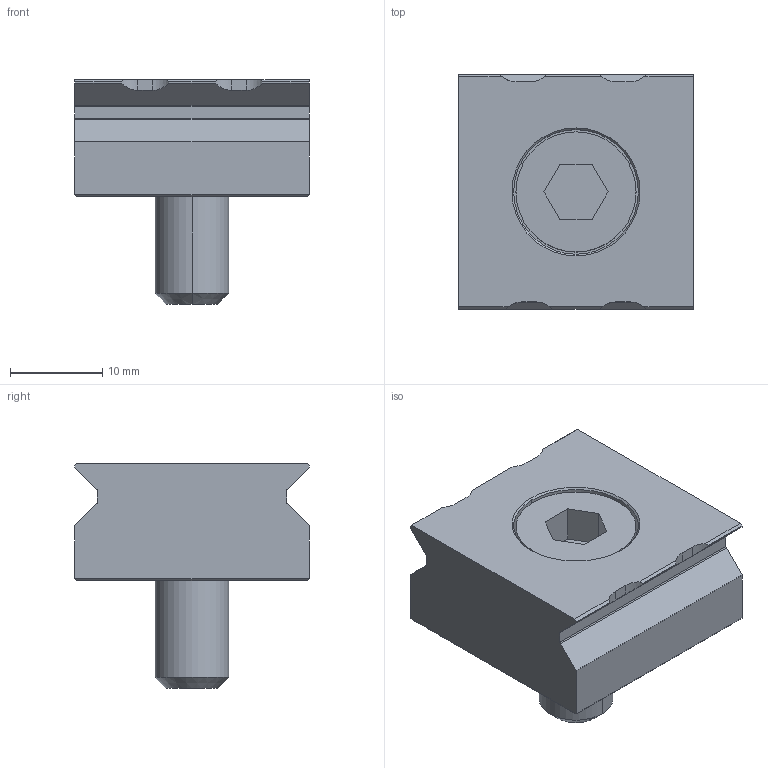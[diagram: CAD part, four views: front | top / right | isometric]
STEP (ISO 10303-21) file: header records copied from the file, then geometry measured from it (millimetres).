
FILE_DESCRIPTION (( 'STEP AP203' ), '1' );
FILE_NAME ('mbvg2525g.STEP', '2021-10-26T02:07:33', ( '' ), ( '' ), 'SwSTEP 2.0', 'SolidWorks 2020', '' );
FILE_SCHEMA (( 'CONFIG_CONTROL_DESIGN' ));
Length unit declared in the file: millimetre
Products named in the file (1): mbvg2525g
Bounding box: 25.4 x 25.4 x 24.33 mm (x, y, z)
Volume: 7989.5 mm3; surface area: 3867.8 mm2
Topology: 1 solids, 1 shells, 71 faces, 180 edges, 116 vertices
Faces by surface type: plane 43, cylinder 20, cone 8
Entity records: 2195 total; most frequent: CARTESIAN_POINT 416, ORIENTED_EDGE 360, DIRECTION 348, EDGE_CURVE 180, VECTOR 124, LINE 124, VERTEX_POINT 116, AXIS2_PLACEMENT_3D 112
